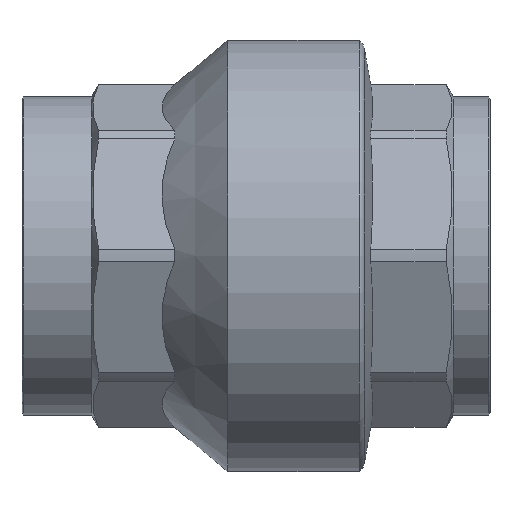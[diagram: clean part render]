
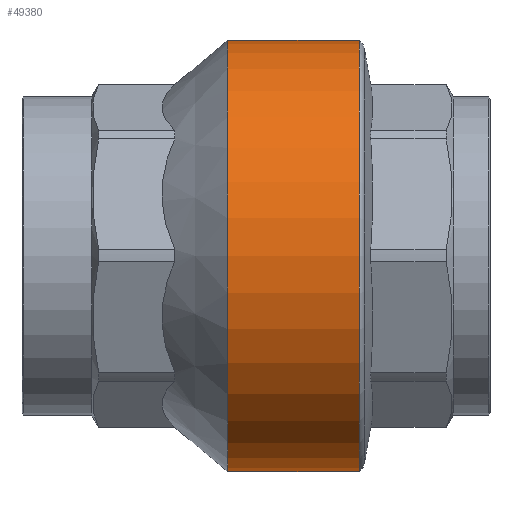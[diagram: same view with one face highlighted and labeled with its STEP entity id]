
A CAD part, top view. The second image highlights one B-rep face of the part: STEP entity #49380.
In plain terms, the highlighted cylindrical face has radius 55.75 mm (diameter 111.5 mm), a partial arc.
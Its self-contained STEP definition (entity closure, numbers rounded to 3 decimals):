
#8160=CARTESIAN_POINT('',(-32.853,-55.75,0.));
#8170=VERTEX_POINT('',#8160);
#8200=CARTESIAN_POINT('',(-32.853,0.,0.));
#8210=DIRECTION('',(1.,0.,0.));
#8220=DIRECTION('',(0.,-1.,0.));
#8230=AXIS2_PLACEMENT_3D('',#8200,#8210,#8220);
#8240=CIRCLE('',#8230,55.75);
#8250=CARTESIAN_POINT('',(-32.853,55.75,0.)
);
#8260=VERTEX_POINT('',#8250);
#49060=CARTESIAN_POINT('',(-14.964,0.,0.));
#49070=DIRECTION('',(-1.,0.,0.));
#49080=DIRECTION('',(0.,1.,0.));
#49090=AXIS2_PLACEMENT_3D('',#49060,#49070,#49080);
#49100=CYLINDRICAL_SURFACE('',#49090,55.75);
#49110=CARTESIAN_POINT('',(-14.964,-55.75,0.));
#49120=DIRECTION('',(-1.,0.,0.));
#49130=VECTOR('',#49120,1.);
#49140=LINE('',#49110,#49130);
#49150=CARTESIAN_POINT('',(1.228,-55.75,0.)
);
#49160=VERTEX_POINT('',#49150);
#49170=EDGE_CURVE('',#49160,#8170,#49140,.T.);
#49180=ORIENTED_EDGE('',*,*,#49170,.F.);
#49190=EDGE_CURVE('',#8260,#8170,#8240,.T.);
#49200=ORIENTED_EDGE('',*,*,#49190,.T.);
#49210=CARTESIAN_POINT('',(-14.964,55.75,0.));
#49220=DIRECTION('',(-1.,0.,0.));
#49230=VECTOR('',#49220,1.);
#49240=LINE('',#49210,#49230);
#49250=CARTESIAN_POINT('',(1.228,55.75,0.))
;
#49260=VERTEX_POINT('',#49250);
#49270=EDGE_CURVE('',#49260,#8260,#49240,.T.);
#49280=ORIENTED_EDGE('',*,*,#49270,.T.);
#49290=CARTESIAN_POINT('',(1.228,0.,0.));
#49300=DIRECTION('',(-1.,0.,0.));
#49310=DIRECTION('',(0.,1.,0.));
#49320=AXIS2_PLACEMENT_3D('',#49290,#49300,#49310);
#49330=CIRCLE('',#49320,55.75);
#49340=EDGE_CURVE('',#49160,#49260,#49330,.T.);
#49350=ORIENTED_EDGE('',*,*,#49340,.T.);
#49360=EDGE_LOOP('',(#49350,#49280,#49200,#49180));
#49370=FACE_OUTER_BOUND('',#49360,.T.);
#49380=ADVANCED_FACE('',(#49370),#49100,.T.);
